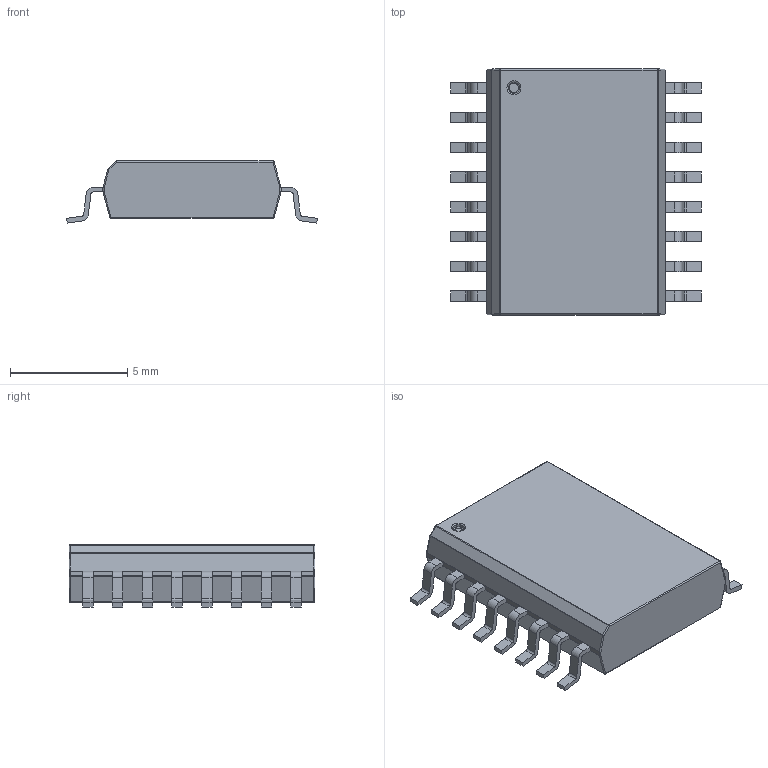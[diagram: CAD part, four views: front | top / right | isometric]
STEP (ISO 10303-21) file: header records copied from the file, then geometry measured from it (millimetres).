
FILE_DESCRIPTION(('FreeCAD Model'),'2;1');
FILE_NAME('Open CASCADE Shape Model','2022-11-09T08:41:11',(''),(''), 'Open CASCADE STEP processor 7.6','FreeCAD','Unknown');
FILE_SCHEMA(('AUTOMOTIVE_DESIGN { 1 0 10303 214 1 1 1 1 }'));
Length unit declared in the file: millimetre
Products named in the file (1): SOIC16W
Bounding box: 10.71 x 10.5 x 2.65 mm (x, y, z)
Volume: 191.5 mm3; surface area: 288.7 mm2
Topology: 17 solids, 17 shells, 284 faces, 709 edges, 442 vertices
Faces by surface type: plane 172, cylinder 92, sphere 18, torus 2
Full cylindrical faces by diameter (mm): 0.5 x1
Entity records: 18697 total; most frequent: CARTESIAN_POINT 3266, DIRECTION 2690, LINE 1679, VECTOR 1679, ORIENTED_EDGE 1382, PCURVE 1382, DEFINITIONAL_REPRESENTATION 1382, EDGE_CURVE 691
